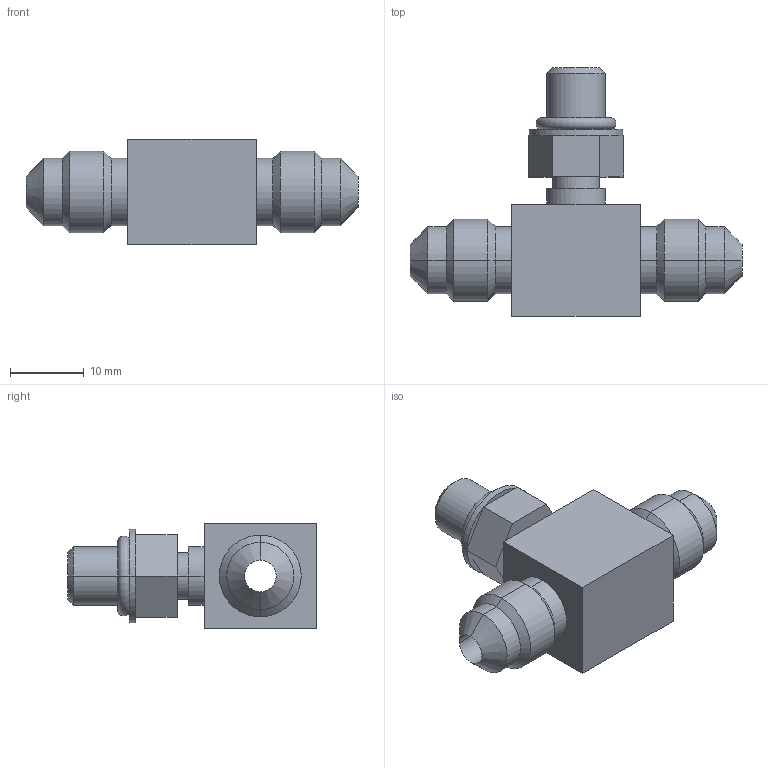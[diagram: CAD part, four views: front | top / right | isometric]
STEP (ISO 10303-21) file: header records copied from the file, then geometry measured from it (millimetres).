
FILE_DESCRIPTION((''),'2;1');
FILE_NAME('ILC30241542','2005-08-23T',('KR'),(''),'PRO/ENGINEER BY PARAMETRIC TECHNOLOGY CORPORATION, 2004290','PRO/ENGINEER BY PARAMETRIC TECHNOLOGY CORPORATION, 2004290','');
FILE_SCHEMA(('AUTOMOTIVE_DESIGN_CC2 { 1 2 10303 214 -1 1 5 2 }'));
Length unit declared in the file: inch
Products named in the file (1): ILC30241542
Bounding box: 45.09 x 33.78 x 14.29 mm (x, y, z)
Volume: 6449.8 mm3; surface area: 3763.3 mm2
Topology: 1 solids, 2 shells, 75 faces, 165 edges, 96 vertices
Faces by surface type: plane 29, cylinder 26, cone 16, torus 4
Entity records: 2833 total; most frequent: DIRECTION 391, CARTESIAN_POINT 362, ORIENTED_EDGE 330, PRESENTATION_STYLE_ASSIGNMENT 177, STYLED_ITEM 166, CURVE_STYLE 165, EDGE_CURVE 165, AXIS2_PLACEMENT_3D 153
